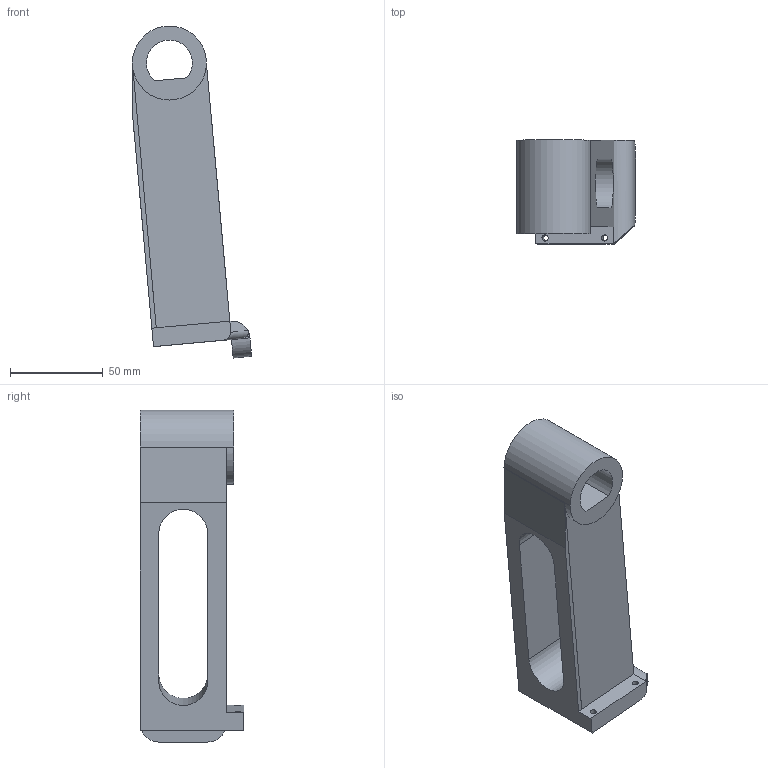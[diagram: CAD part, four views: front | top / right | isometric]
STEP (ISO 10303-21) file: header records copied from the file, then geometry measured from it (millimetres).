
FILE_DESCRIPTION((''),'2;1');
FILE_NAME('SHOULDER_LENGTH','2020-12-31T12:21:51',('TINH LE'),(''),'CREO PARAMETRIC BY PTC INC, 2020154','CREO PARAMETRIC BY PTC INC, 2020154','');
FILE_SCHEMA(('CONFIG_CONTROL_DESIGN'));
Length unit declared in the file: millimetre
Products named in the file (1): SHOULDER_LENGTH
Bounding box: 64.39 x 55.91 x 179.35 mm (x, y, z)
Volume: 208285 mm3; surface area: 45210.1 mm2
Topology: 1 solids, 1 shells, 37 faces, 96 edges, 61 vertices
Faces by surface type: plane 22, cylinder 15
Entity records: 1207 total; most frequent: CARTESIAN_POINT 237, ORIENTED_EDGE 192, DIRECTION 189, EDGE_CURVE 96, AXIS2_PLACEMENT_3D 63, VECTOR 63, LINE 63, VERTEX_POINT 61
